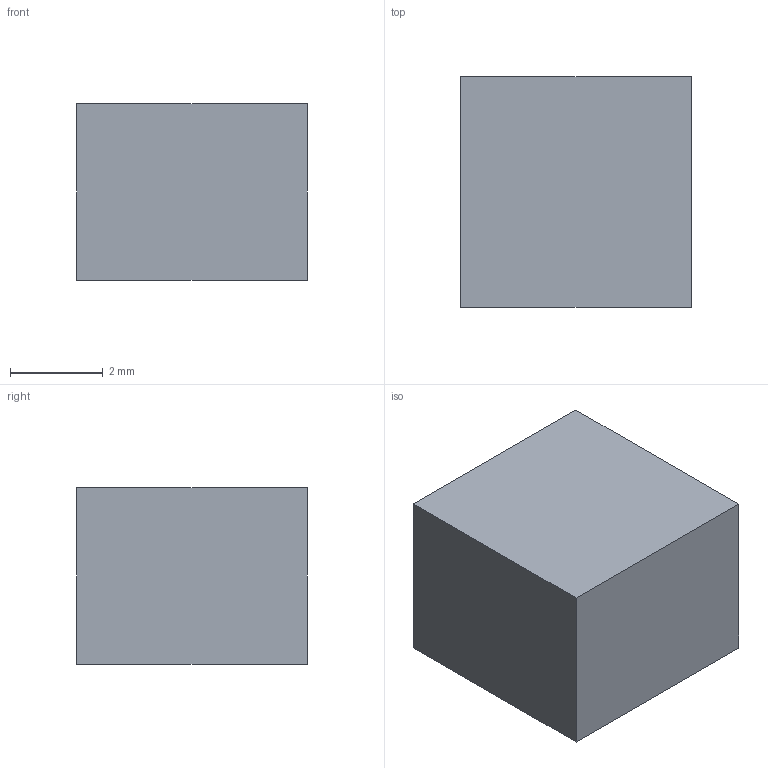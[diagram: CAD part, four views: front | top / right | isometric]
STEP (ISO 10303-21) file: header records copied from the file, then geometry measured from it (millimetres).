
FILE_DESCRIPTION(('Open CASCADE Model'),'2;1');
FILE_NAME('Open CASCADE Shape Model','2024-04-21T21:29:11',('Author'),( 'Open CASCADE'),'Open CASCADE STEP processor 7.5','Open CASCADE 7.5' ,'Unknown');
FILE_SCHEMA(('AUTOMOTIVE_DESIGN { 1 0 10303 214 1 1 1 1 }'));
Length unit declared in the file: millimetre
Products named in the file (3): PCB; Open CASCADE STEP translator 7.5 29.1; Extruded
Assembly tree (2 placements, depth 3):
  PCB
    Open CASCADE STEP translator 7.5 29.1
      Extruded
Bounding box: 4.97 x 4.98 x 3.81 mm (x, y, z)
Volume: 94.3 mm3; surface area: 125.3 mm2
Topology: 1 solids, 1 shells, 6 faces, 12 edges, 8 vertices
Faces by surface type: plane 6
Entity records: 213 total; most frequent: DIRECTION 30, CARTESIAN_POINT 29, ORIENTED_EDGE 24, EDGE_CURVE 12, LINE 12, VECTOR 12, AXIS2_PLACEMENT_3D 9, VERTEX_POINT 8
